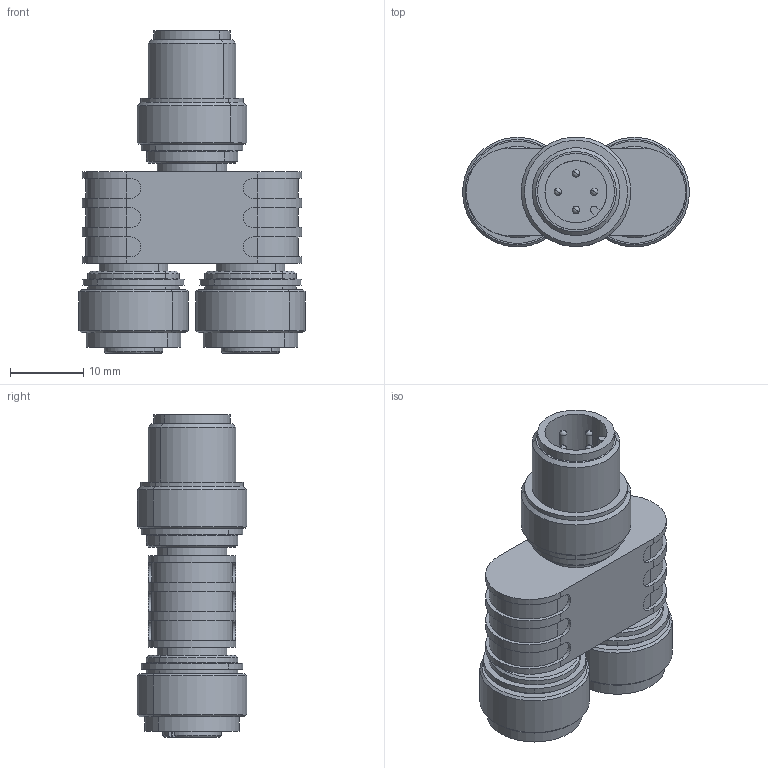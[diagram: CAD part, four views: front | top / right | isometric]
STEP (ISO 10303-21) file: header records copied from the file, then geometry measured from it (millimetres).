
FILE_DESCRIPTION(/* description */ (''),/* implementation_level */ '2;1');
FILE_NAME(/* name */ 'YVZ4-2EK3.stp',/* time_stamp */ '2019-05-10T09:54:25+08:00',/* author */ (''),/* organization */ (''),/* preprocessor_version */ 'ST-DEVELOPER v15',/* originating_system */ 'SIEMENS PLM Software NX 9.0',/* authorisation */ '');
FILE_SCHEMA (('CONFIG_CONTROL_DESIGN'));
Length unit declared in the file: millimetre
Products named in the file (1): prt0002dsds_stp
Bounding box: 30.94 x 14.94 x 44.1 mm (x, y, z)
Volume: 8604 mm3; surface area: 6129.9 mm2
Topology: 1 solids, 1 shells, 287 faces, 683 edges, 441 vertices
Faces by surface type: plane 136, cylinder 121, cone 20, sphere 8, torus 2
Full cylindrical faces by diameter (mm): 1.5 x8
Entity records: 8420 total; most frequent: CARTESIAN_POINT 1512, DIRECTION 1502, ORIENTED_EDGE 1334, EDGE_CURVE 667, AXIS2_PLACEMENT_3D 559, VERTEX_POINT 441, LINE 384, VECTOR 384
